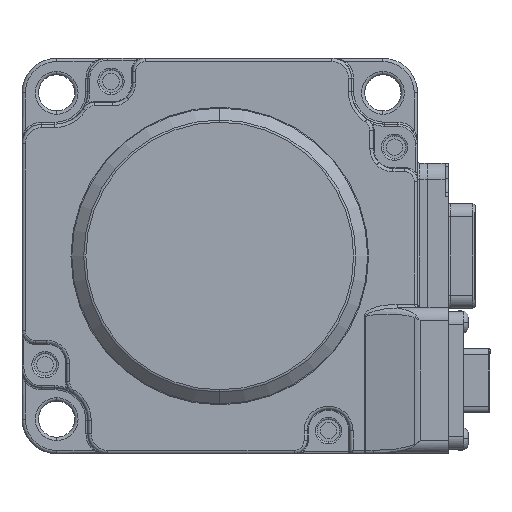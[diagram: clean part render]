
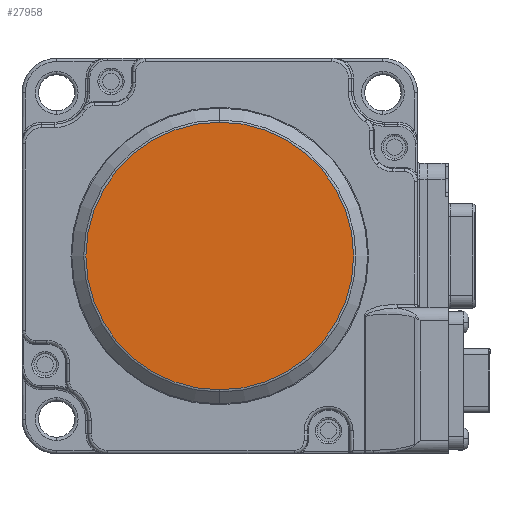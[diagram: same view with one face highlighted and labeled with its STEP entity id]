
A CAD part, front view. The second image highlights one B-rep face of the part: STEP entity #27958.
In plain terms, the highlighted planar face has unit normal (0, -1, 0).
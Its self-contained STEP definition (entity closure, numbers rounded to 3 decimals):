
#671 = PLANE ( 'NONE',  #14049 ) ;
#6388 = EDGE_CURVE ( 'NONE', #16443, #23667, #8519, .T. ) ;
#7215 = CARTESIAN_POINT ( 'NONE',  ( -67.412, -75.296, 0. ) ) ;
#7646 = DIRECTION ( 'NONE',  ( 0., 0., -1. ) ) ;
#8519 = CIRCLE ( 'NONE', #18526, 20.308 ) ;
#10220 = EDGE_CURVE ( 'NONE', #23667, #16443, #21439, .T. ) ;
#11753 = FACE_OUTER_BOUND ( 'NONE', #24577, .T. ) ;
#14049 = AXIS2_PLACEMENT_3D ( 'NONE', #20433, #15744, #15890 ) ;
#14204 = ORIENTED_EDGE ( 'NONE', *, *, #10220, .T. ) ;
#14384 = CARTESIAN_POINT ( 'NONE',  ( -67.412, -75.296, 0. ) ) ;
#15744 = DIRECTION ( 'NONE',  ( 0., -1., 0. ) ) ;
#15890 = DIRECTION ( 'NONE',  ( 0., 0., -1. ) ) ;
#16443 = VERTEX_POINT ( 'NONE', #19331 ) ;
#17153 = CARTESIAN_POINT ( 'NONE',  ( -67.412, -75.296, -20.308 ) ) ;
#18526 = AXIS2_PLACEMENT_3D ( 'NONE', #14384, #25760, #19069 ) ;
#18926 = ORIENTED_EDGE ( 'NONE', *, *, #6388, .T. ) ;
#19069 = DIRECTION ( 'NONE',  ( 0., 0., -1. ) ) ;
#19331 = CARTESIAN_POINT ( 'NONE',  ( -67.412, -75.296, 20.308 ) ) ;
#20433 = CARTESIAN_POINT ( 'NONE',  ( -67.412, -75.296, 0. ) ) ;
#21439 = CIRCLE ( 'NONE', #23709, 20.308 ) ;
#23667 = VERTEX_POINT ( 'NONE', #17153 ) ;
#23709 = AXIS2_PLACEMENT_3D ( 'NONE', #7215, #24871, #7646 ) ;
#24577 = EDGE_LOOP ( 'NONE', ( #14204, #18926 ) ) ;
#24871 = DIRECTION ( 'NONE',  ( 0., -1., 0. ) ) ;
#25760 = DIRECTION ( 'NONE',  ( 0., -1., 0. ) ) ;
#27958 = ADVANCED_FACE ( 'NONE', ( #11753 ), #671, .T. ) ;
